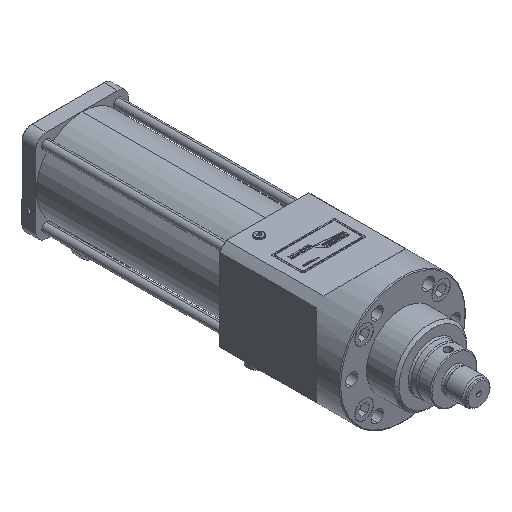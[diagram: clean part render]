
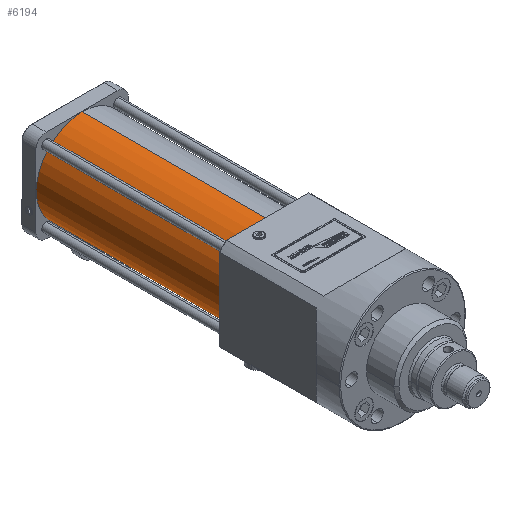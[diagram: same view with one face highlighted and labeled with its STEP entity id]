
A CAD part, isometric view. The second image highlights one B-rep face of the part: STEP entity #6194.
In plain terms, the highlighted cylindrical face has radius 53.5 mm (diameter 107 mm), a partial arc.
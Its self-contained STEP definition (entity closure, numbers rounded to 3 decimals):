
#387 = AXIS2_PLACEMENT_3D ( 'NONE', #18793, #37070, #30933 ) ;
#727 = DIRECTION ( 'NONE',  ( 0., 1., 0. ) ) ;
#788 = DIRECTION ( 'NONE',  ( 0., 1., 0. ) ) ;
#809 = CARTESIAN_POINT ( 'NONE',  ( 0., 159., 53.5 ) ) ;
#3317 = EDGE_CURVE ( 'NONE', #35663, #18040, #32046, .T. ) ;
#5693 = DIRECTION ( 'NONE',  ( 0., -1., 0. ) ) ;
#6194 = ADVANCED_FACE ( 'NONE', ( #38635 ), #14236, .T. ) ;
#6637 = VECTOR ( 'NONE', #30611, 1000. ) ;
#7660 = VERTEX_POINT ( 'NONE', #809 ) ;
#8180 = VECTOR ( 'NONE', #5693, 1000. ) ;
#10287 = ORIENTED_EDGE ( 'NONE', *, *, #3317, .F. ) ;
#13392 = LINE ( 'NONE', #20798, #8180 ) ;
#14190 = EDGE_CURVE ( 'NONE', #18040, #7660, #13392, .T. ) ;
#14236 = CYLINDRICAL_SURFACE ( 'NONE', #387, 53.5 ) ;
#14795 = CARTESIAN_POINT ( 'NONE',  ( 0., 375., -53.5 ) ) ;
#15959 = EDGE_CURVE ( 'NONE', #35663, #32493, #30974, .T. ) ;
#16130 = EDGE_CURVE ( 'NONE', #32493, #7660, #34318, .T. ) ;
#18040 = VERTEX_POINT ( 'NONE', #19078 ) ;
#18793 = CARTESIAN_POINT ( 'NONE',  ( 0., 375., 0. ) ) ;
#19021 = CARTESIAN_POINT ( 'NONE',  ( 0., 159., 0. ) ) ;
#19078 = CARTESIAN_POINT ( 'NONE',  ( 0., 375., 53.5 ) ) ;
#19093 = CARTESIAN_POINT ( 'NONE',  ( 0., 375., 0. ) ) ;
#20798 = CARTESIAN_POINT ( 'NONE',  ( 0., 375., 53.5 ) ) ;
#22124 = DIRECTION ( 'NONE',  ( 1., 0., 0. ) ) ;
#22182 = DIRECTION ( 'NONE',  ( 0., 0., 1. ) ) ;
#22667 = ORIENTED_EDGE ( 'NONE', *, *, #16130, .T. ) ;
#23949 = AXIS2_PLACEMENT_3D ( 'NONE', #19021, #727, #22124 ) ;
#24474 = ORIENTED_EDGE ( 'NONE', *, *, #14190, .F. ) ;
#26513 = CARTESIAN_POINT ( 'NONE',  ( 0., 159., -53.5 ) ) ;
#27571 = CARTESIAN_POINT ( 'NONE',  ( 0., 375., -53.5 ) ) ;
#28379 = EDGE_LOOP ( 'NONE', ( #24474, #10287, #28455, #22667 ) ) ;
#28455 = ORIENTED_EDGE ( 'NONE', *, *, #15959, .T. ) ;
#30611 = DIRECTION ( 'NONE',  ( 0., -1., 0. ) ) ;
#30933 = DIRECTION ( 'NONE',  ( 0., 0., -1. ) ) ;
#30974 = LINE ( 'NONE', #27571, #6637 ) ;
#32046 = CIRCLE ( 'NONE', #37913, 53.5 ) ;
#32493 = VERTEX_POINT ( 'NONE', #26513 ) ;
#34318 = CIRCLE ( 'NONE', #23949, 53.5 ) ;
#35663 = VERTEX_POINT ( 'NONE', #14795 ) ;
#37070 = DIRECTION ( 'NONE',  ( 0., -1., 0. ) ) ;
#37913 = AXIS2_PLACEMENT_3D ( 'NONE', #19093, #788, #22182 ) ;
#38635 = FACE_OUTER_BOUND ( 'NONE', #28379, .T. ) ;
